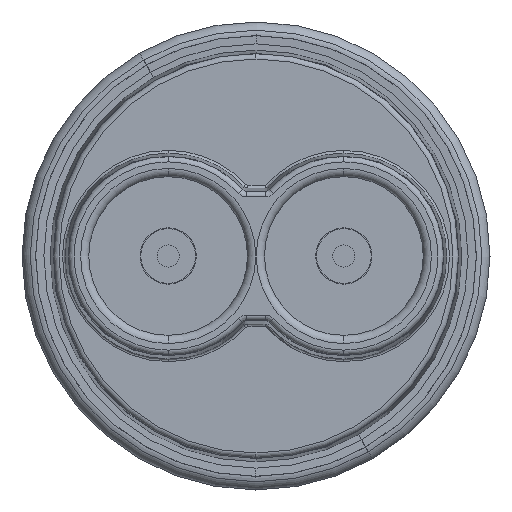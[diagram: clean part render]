
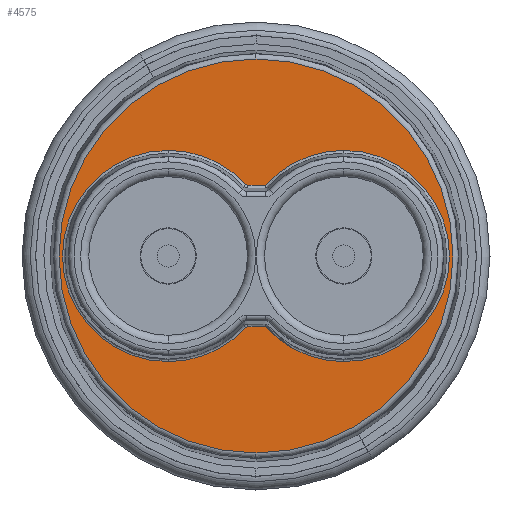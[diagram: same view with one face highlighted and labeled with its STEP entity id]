
A CAD part, front view. The second image highlights one B-rep face of the part: STEP entity #4575.
In plain terms, the highlighted planar face has unit normal (0, -1, 0).
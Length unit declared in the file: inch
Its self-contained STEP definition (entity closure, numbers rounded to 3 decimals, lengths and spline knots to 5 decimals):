
#10 = DIRECTION ( 'NONE',  ( 0., 0., 1. ) ) ;
#63 = VERTEX_POINT ( 'NONE', #6912 ) ;
#101 = VERTEX_POINT ( 'NONE', #7516 ) ;
#207 = CARTESIAN_POINT ( 'NONE',  ( 0.3805, -2.53612, 0.12896 ) ) ;
#420 = CARTESIAN_POINT ( 'NONE',  ( 0.36436, -2.53612, 0.12915 ) ) ;
#550 = CARTESIAN_POINT ( 'NONE',  ( 0.36362, -2.53612, -0.1294 ) ) ;
#564 = CARTESIAN_POINT ( 'NONE',  ( 0.3805, -2.53612, 0.35988 ) ) ;
#635 = CARTESIAN_POINT ( 'NONE',  ( 0.541, -2.53612, 0. ) ) ;
#736 = CIRCLE ( 'NONE', #1182, 0.19296 ) ;
#774 = EDGE_CURVE ( 'NONE', #8546, #7963, #6048, .T. ) ;
#822 = AXIS2_PLACEMENT_3D ( 'NONE', #1493, #1524, #2639 ) ;
#980 = ORIENTED_EDGE ( 'NONE', *, *, #4717, .T. ) ;
#1182 = AXIS2_PLACEMENT_3D ( 'NONE', #635, #3822, #4200 ) ;
#1230 = CARTESIAN_POINT ( 'NONE',  ( 0.36415, -2.53612, -0.12918 ) ) ;
#1236 = CARTESIAN_POINT ( 'NONE',  ( 0.36574, -2.53612, -0.12896 ) ) ;
#1262 = CARTESIAN_POINT ( 'NONE',  ( 0.36528, -2.53612, 0.12896 ) ) ;
#1390 = AXIS2_PLACEMENT_3D ( 'NONE', #7493, #8495, #4753 ) ;
#1402 = ORIENTED_EDGE ( 'NONE', *, *, #2008, .T. ) ;
#1493 = CARTESIAN_POINT ( 'NONE',  ( 0.22, -2.53612, 0. ) ) ;
#1524 = DIRECTION ( 'NONE',  ( 0., 1., 0. ) ) ;
#1538 = CARTESIAN_POINT ( 'NONE',  ( 0.3623, -2.53612, 0.13032 ) ) ;
#1567 = CARTESIAN_POINT ( 'NONE',  ( 0.3805, -2.53612, -0.12896 ) ) ;
#1889 = ORIENTED_EDGE ( 'NONE', *, *, #7791, .T. ) ;
#1894 = CARTESIAN_POINT ( 'NONE',  ( 0.36285, -2.53612, 0.12988 ) ) ;
#1987 = VERTEX_POINT ( 'NONE', #6396 ) ;
#2008 = EDGE_CURVE ( 'NONE', #3002, #63, #2522, .T. ) ;
#2245 = AXIS2_PLACEMENT_3D ( 'NONE', #8616, #4310, #10 ) ;
#2327 = CIRCLE ( 'NONE', #6470, 0.35988 ) ;
#2522 = CIRCLE ( 'NONE', #4416, 0.19296 ) ;
#2639 = DIRECTION ( 'NONE',  ( 0., 0., 1. ) ) ;
#2799 = CARTESIAN_POINT ( 'NONE',  ( 0.36314, -2.53612, -0.12969 ) ) ;
#2816 = EDGE_CURVE ( 'NONE', #101, #7891, #9243, .T. ) ;
#2845 = VERTEX_POINT ( 'NONE', #8271 ) ;
#2886 = CIRCLE ( 'NONE', #1390, 0.19296 ) ;
#2952 = ORIENTED_EDGE ( 'NONE', *, *, #2816, .T. ) ;
#3002 = VERTEX_POINT ( 'NONE', #8272 ) ;
#3099 = ORIENTED_EDGE ( 'NONE', *, *, #5927, .T. ) ;
#3504 = DIRECTION ( 'NONE',  ( 1., 0., 0. ) ) ;
#3822 = DIRECTION ( 'NONE',  ( 0., 1., 0. ) ) ;
#3891 = CARTESIAN_POINT ( 'NONE',  ( 0.541, -2.53612, -0.19296 ) ) ;
#3895 = FACE_BOUND ( 'NONE', #6353, .T. ) ;
#3898 = DIRECTION ( 'NONE',  ( 0., 0., 1. ) ) ;
#4200 = DIRECTION ( 'NONE',  ( 0., 0., 1. ) ) ;
#4237 = EDGE_CURVE ( 'NONE', #1987, #3002, #8096, .T. ) ;
#4282 = DIRECTION ( 'NONE',  ( 0., 0., 1. ) ) ;
#4310 = DIRECTION ( 'NONE',  ( 0., 1., 0. ) ) ;
#4312 = DIRECTION ( 'NONE',  ( 0., 1., 0. ) ) ;
#4393 = B_SPLINE_CURVE_WITH_KNOTS ( 'NONE', 3,
 ( #6382, #1262, #5505, #420, #6237, #5800, #1894, #7437, #1538, #8926 ),
 .UNSPECIFIED., .F., .F.,
 ( 4, 3, 3, 4 ),
 ( 0., 0.00004, 0.00008, 0.0001 ),
 .UNSPECIFIED. ) ;
#4416 = AXIS2_PLACEMENT_3D ( 'NONE', #4836, #4312, #4282 ) ;
#4484 = DIRECTION ( 'NONE',  ( 0., -1., 0. ) ) ;
#4569 = VERTEX_POINT ( 'NONE', #8516 ) ;
#4575 = ADVANCED_FACE ( 'NONE', ( #5087, #3895 ), #5429, .T. ) ;
#4717 = EDGE_CURVE ( 'NONE', #7891, #101, #2327, .T. ) ;
#4753 = DIRECTION ( 'NONE',  ( 0., 0., 1. ) ) ;
#4783 = ORIENTED_EDGE ( 'NONE', *, *, #9070, .T. ) ;
#4836 = CARTESIAN_POINT ( 'NONE',  ( 0.541, -2.53612, 0. ) ) ;
#4927 = ORIENTED_EDGE ( 'NONE', *, *, #6153, .T. ) ;
#4976 = DIRECTION ( 'NONE',  ( 0., 0., 1. ) ) ;
#5084 = EDGE_CURVE ( 'NONE', #2845, #4569, #7827, .T. ) ;
#5087 = FACE_OUTER_BOUND ( 'NONE', #8544, .T. ) ;
#5130 = DIRECTION ( 'NONE',  ( -1., 0., 0. ) ) ;
#5210 = VERTEX_POINT ( 'NONE', #6236 ) ;
#5393 = CARTESIAN_POINT ( 'NONE',  ( 0.36539, -2.53612, -0.12896 ) ) ;
#5417 = DIRECTION ( 'NONE',  ( 0., -1., 0. ) ) ;
#5429 = PLANE ( 'NONE',  #6729 ) ;
#5505 = CARTESIAN_POINT ( 'NONE',  ( 0.36481, -2.53612, 0.12902 ) ) ;
#5574 = CARTESIAN_POINT ( 'NONE',  ( 0.36238, -2.53612, -0.13023 ) ) ;
#5618 = B_SPLINE_CURVE_WITH_KNOTS ( 'NONE', 3,
 ( #6346, #5574, #7575, #2799, #550, #1230, #7398, #8775, #5393, #1236 ),
 .UNSPECIFIED., .F., .F.,
 ( 4, 3, 3, 4 ),
 ( 0., 0.00004, 0.00008, 0.0001 ),
 .UNSPECIFIED. ) ;
#5684 = EDGE_CURVE ( 'NONE', #1987, #6543, #4393, .T. ) ;
#5800 = CARTESIAN_POINT ( 'NONE',  ( 0.36331, -2.53612, 0.12955 ) ) ;
#5846 = EDGE_CURVE ( 'NONE', #5210, #7963, #5618, .T. ) ;
#5927 = EDGE_CURVE ( 'NONE', #7029, #8546, #736, .T. ) ;
#6013 = DIRECTION ( 'NONE',  ( 0., 0., 1. ) ) ;
#6016 = AXIS2_PLACEMENT_3D ( 'NONE', #6917, #7945, #3898 ) ;
#6039 = CIRCLE ( 'NONE', #822, 0.19296 ) ;
#6048 = LINE ( 'NONE', #1567, #9227 ) ;
#6153 = EDGE_CURVE ( 'NONE', #4569, #6543, #2886, .T. ) ;
#6236 = CARTESIAN_POINT ( 'NONE',  ( 0.36206, -2.53612, -0.13057 ) ) ;
#6237 = CARTESIAN_POINT ( 'NONE',  ( 0.36383, -2.53612, 0.12931 ) ) ;
#6346 = CARTESIAN_POINT ( 'NONE',  ( 0.36206, -2.53612, -0.13057 ) ) ;
#6353 = EDGE_LOOP ( 'NONE', ( #8354, #7070, #1402, #4783, #3099, #7997, #8864, #1889, #6892, #4927 ) ) ;
#6382 = CARTESIAN_POINT ( 'NONE',  ( 0.36574, -2.53612, 0.12896 ) ) ;
#6396 = CARTESIAN_POINT ( 'NONE',  ( 0.36574, -2.53612, 0.12896 ) ) ;
#6470 = AXIS2_PLACEMENT_3D ( 'NONE', #8277, #4484, #4976 ) ;
#6543 = VERTEX_POINT ( 'NONE', #6622 ) ;
#6622 = CARTESIAN_POINT ( 'NONE',  ( 0.36206, -2.53612, 0.13057 ) ) ;
#6729 = AXIS2_PLACEMENT_3D ( 'NONE', #7438, #5417, #6013 ) ;
#6892 = ORIENTED_EDGE ( 'NONE', *, *, #5084, .T. ) ;
#6912 = CARTESIAN_POINT ( 'NONE',  ( 0.541, -2.53612, 0.19296 ) ) ;
#6917 = CARTESIAN_POINT ( 'NONE',  ( 0.22, -2.53612, 0. ) ) ;
#7029 = VERTEX_POINT ( 'NONE', #3891 ) ;
#7070 = ORIENTED_EDGE ( 'NONE', *, *, #4237, .T. ) ;
#7139 = CARTESIAN_POINT ( 'NONE',  ( 0.39746, -2.53612, -0.12896 ) ) ;
#7398 = CARTESIAN_POINT ( 'NONE',  ( 0.3647, -2.53612, -0.12907 ) ) ;
#7437 = CARTESIAN_POINT ( 'NONE',  ( 0.36256, -2.53612, 0.13008 ) ) ;
#7438 = CARTESIAN_POINT ( 'NONE',  ( 0.3805, -2.53612, 0. ) ) ;
#7493 = CARTESIAN_POINT ( 'NONE',  ( 0.22, -2.53612, 0. ) ) ;
#7516 = CARTESIAN_POINT ( 'NONE',  ( 0.3805, -2.53612, -0.35988 ) ) ;
#7575 = CARTESIAN_POINT ( 'NONE',  ( 0.36274, -2.53612, -0.12993 ) ) ;
#7791 = EDGE_CURVE ( 'NONE', #5210, #2845, #6039, .T. ) ;
#7827 = CIRCLE ( 'NONE', #6016, 0.19296 ) ;
#7839 = VECTOR ( 'NONE', #3504, 39.37008 ) ;
#7891 = VERTEX_POINT ( 'NONE', #564 ) ;
#7945 = DIRECTION ( 'NONE',  ( 0., 1., 0. ) ) ;
#7963 = VERTEX_POINT ( 'NONE', #8500 ) ;
#7997 = ORIENTED_EDGE ( 'NONE', *, *, #774, .T. ) ;
#8096 = LINE ( 'NONE', #207, #7839 ) ;
#8271 = CARTESIAN_POINT ( 'NONE',  ( 0.22, -2.53612, -0.19296 ) ) ;
#8272 = CARTESIAN_POINT ( 'NONE',  ( 0.39746, -2.53612, 0.12896 ) ) ;
#8277 = CARTESIAN_POINT ( 'NONE',  ( 0.3805, -2.53612, 0. ) ) ;
#8354 = ORIENTED_EDGE ( 'NONE', *, *, #5684, .F. ) ;
#8413 = CIRCLE ( 'NONE', #2245, 0.19296 ) ;
#8495 = DIRECTION ( 'NONE',  ( 0., 1., 0. ) ) ;
#8500 = CARTESIAN_POINT ( 'NONE',  ( 0.36574, -2.53612, -0.12896 ) ) ;
#8516 = CARTESIAN_POINT ( 'NONE',  ( 0.22, -2.53612, 0.19296 ) ) ;
#8544 = EDGE_LOOP ( 'NONE', ( #980, #2952 ) ) ;
#8546 = VERTEX_POINT ( 'NONE', #7139 ) ;
#8616 = CARTESIAN_POINT ( 'NONE',  ( 0.541, -2.53612, 0. ) ) ;
#8775 = CARTESIAN_POINT ( 'NONE',  ( 0.36504, -2.53612, -0.12899 ) ) ;
#8864 = ORIENTED_EDGE ( 'NONE', *, *, #5846, .F. ) ;
#8926 = CARTESIAN_POINT ( 'NONE',  ( 0.36206, -2.53612, 0.13057 ) ) ;
#9040 = DIRECTION ( 'NONE',  ( 0., 0., 1. ) ) ;
#9070 = EDGE_CURVE ( 'NONE', #63, #7029, #8413, .T. ) ;
#9106 = DIRECTION ( 'NONE',  ( 0., -1., 0. ) ) ;
#9134 = CARTESIAN_POINT ( 'NONE',  ( 0.3805, -2.53612, 0. ) ) ;
#9227 = VECTOR ( 'NONE', #5130, 39.37008 ) ;
#9243 = CIRCLE ( 'NONE', #9324, 0.35988 ) ;
#9324 = AXIS2_PLACEMENT_3D ( 'NONE', #9134, #9106, #9040 ) ;
